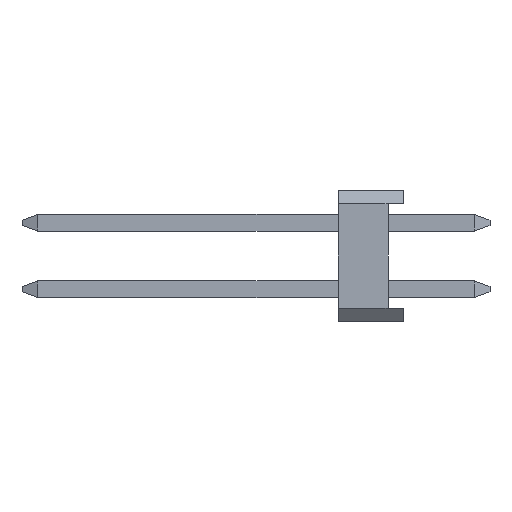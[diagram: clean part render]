
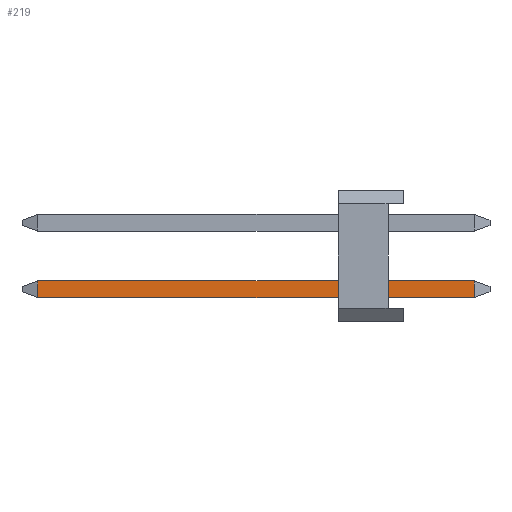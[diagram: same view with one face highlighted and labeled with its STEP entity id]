
A CAD part, front view. The second image highlights one B-rep face of the part: STEP entity #219.
In plain terms, the highlighted planar face has unit normal (0, -1, 0).
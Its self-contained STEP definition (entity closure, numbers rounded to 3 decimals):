
#219=ADVANCED_FACE('',(#823),#541,.T.);
#541=PLANE('',#5560);
#823=FACE_OUTER_BOUND('',#1145,.T.);
#1145=EDGE_LOOP('',(#1493,#1494,#1495,#1496));
#1493=ORIENTED_EDGE('',*,*,#3418,.F.);
#1494=ORIENTED_EDGE('',*,*,#3417,.F.);
#1495=ORIENTED_EDGE('',*,*,#3419,.T.);
#1496=ORIENTED_EDGE('',*,*,#3420,.F.);
#2973=VERTEX_POINT('',#7359);
#2974=VERTEX_POINT('',#7361);
#2975=VERTEX_POINT('',#7365);
#2976=VERTEX_POINT('',#7367);
#3417=EDGE_CURVE('',#2974,#2973,#4159,.T.);
#3418=EDGE_CURVE('',#2973,#2975,#4160,.T.);
#3419=EDGE_CURVE('',#2974,#2976,#4161,.T.);
#3420=EDGE_CURVE('',#2975,#2976,#4162,.T.);
#4159=LINE('',#7362,#4861);
#4160=LINE('',#7364,#4862);
#4161=LINE('',#7366,#4863);
#4162=LINE('',#7368,#4864);
#4861=VECTOR('',#5930,1.);
#4862=VECTOR('',#5933,1.);
#4863=VECTOR('',#5934,1.);
#4864=VECTOR('',#5935,1.);
#5560=AXIS2_PLACEMENT_3D('',#7369,#5936,#5937);
#5930=DIRECTION('',(0.,0.,-1.));
#5933=DIRECTION('',(-1.,0.,0.));
#5934=DIRECTION('',(-1.,0.,0.));
#5935=DIRECTION('',(0.,0.,1.));
#5936=DIRECTION('',(0.,-1.,0.));
#5937=DIRECTION('',(0.,0.,1.));
#7359=CARTESIAN_POINT('',(8.104,0.953,-1.588));
#7361=CARTESIAN_POINT('',(8.104,0.952,-0.953));
#7362=CARTESIAN_POINT('',(8.104,0.953,-0.953));
#7364=CARTESIAN_POINT('',(1.004,0.953,-1.588));
#7365=CARTESIAN_POINT('',(-8.604,0.953,-1.588));
#7366=CARTESIAN_POINT('',(1.004,0.953,-0.953));
#7367=CARTESIAN_POINT('',(-8.604,0.953,-0.953));
#7368=CARTESIAN_POINT('',(-8.604,0.953,-1.588));
#7369=CARTESIAN_POINT('',(1.6,0.953,-1.588));
